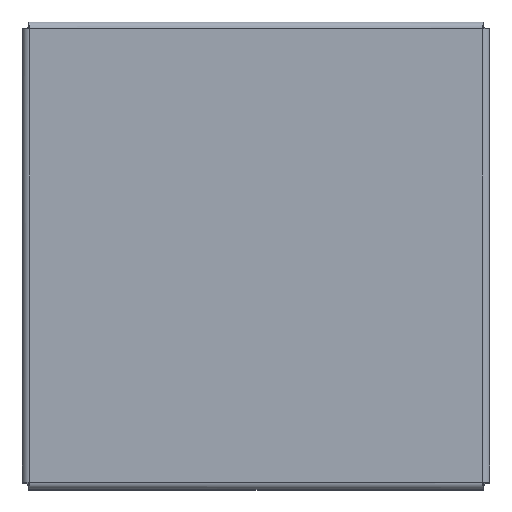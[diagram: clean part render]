
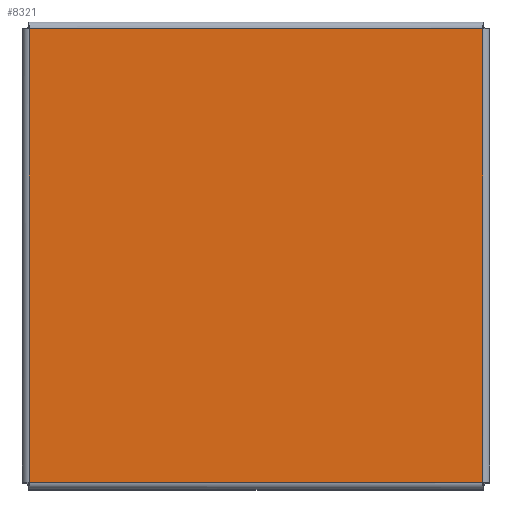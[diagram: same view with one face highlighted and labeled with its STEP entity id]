
A CAD part, top view. The second image highlights one B-rep face of the part: STEP entity #8321.
In plain terms, the highlighted planar face has unit normal (0, 0, 1).
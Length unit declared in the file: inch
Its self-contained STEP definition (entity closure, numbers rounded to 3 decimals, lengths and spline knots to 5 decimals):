
#34 = CARTESIAN_POINT ( 'NONE',  ( 0.0896, 6.0354, 0.074 ) ) ;
#85 = ORIENTED_EDGE ( 'NONE', *, *, #9927, .T. ) ;
#216 = VERTEX_POINT ( 'NONE', #34 ) ;
#492 = LINE ( 'NONE', #8940, #2757 ) ;
#741 = EDGE_CURVE ( 'NONE', #5045, #216, #6310, .T. ) ;
#775 = DIRECTION ( 'NONE',  ( 1., 0., 0. ) ) ;
#2346 = FACE_OUTER_BOUND ( 'NONE', #3858, .T. ) ;
#2471 = VERTEX_POINT ( 'NONE', #3713 ) ;
#2595 = ORIENTED_EDGE ( 'NONE', *, *, #5637, .T. ) ;
#2757 = VECTOR ( 'NONE', #3012, 39.37008 ) ;
#2861 = LINE ( 'NONE', #6215, #9345 ) ;
#3012 = DIRECTION ( 'NONE',  ( 0., -1., 0. ) ) ;
#3713 = CARTESIAN_POINT ( 'NONE',  ( 0.0896, 0.0896, 0.074 ) ) ;
#3821 = VECTOR ( 'NONE', #775, 39.37008 ) ;
#3858 = EDGE_LOOP ( 'NONE', ( #2595, #8953, #85, #5828 ) ) ;
#4485 = AXIS2_PLACEMENT_3D ( 'NONE', #10050, #4976, #10874 ) ;
#4563 = DIRECTION ( 'NONE',  ( -1., 0., 0. ) ) ;
#4877 = EDGE_CURVE ( 'NONE', #2471, #6410, #6062, .T. ) ;
#4976 = DIRECTION ( 'NONE',  ( 0., 0., 1. ) ) ;
#5045 = VERTEX_POINT ( 'NONE', #10394 ) ;
#5637 = EDGE_CURVE ( 'NONE', #6410, #5045, #2861, .T. ) ;
#5828 = ORIENTED_EDGE ( 'NONE', *, *, #4877, .T. ) ;
#6062 = LINE ( 'NONE', #7550, #3821 ) ;
#6215 = CARTESIAN_POINT ( 'NONE',  ( 6.0354, 1.57605, 0.074 ) ) ;
#6310 = LINE ( 'NONE', #7073, #10772 ) ;
#6410 = VERTEX_POINT ( 'NONE', #8646 ) ;
#7073 = CARTESIAN_POINT ( 'NONE',  ( 4.54895, 6.0354, 0.074 ) ) ;
#7074 = DIRECTION ( 'NONE',  ( 0., 1., 0. ) ) ;
#7550 = CARTESIAN_POINT ( 'NONE',  ( 1.57605, 0.0896, 0.074 ) ) ;
#8321 = ADVANCED_FACE ( 'NONE', ( #2346 ), #10812, .T. ) ;
#8646 = CARTESIAN_POINT ( 'NONE',  ( 6.0354, 0.0896, 0.074 ) ) ;
#8940 = CARTESIAN_POINT ( 'NONE',  ( 0.0896, 4.54895, 0.074 ) ) ;
#8953 = ORIENTED_EDGE ( 'NONE', *, *, #741, .T. ) ;
#9345 = VECTOR ( 'NONE', #7074, 39.37008 ) ;
#9927 = EDGE_CURVE ( 'NONE', #216, #2471, #492, .T. ) ;
#10050 = CARTESIAN_POINT ( 'NONE',  ( 3.0625, 3.0625, 0.074 ) ) ;
#10394 = CARTESIAN_POINT ( 'NONE',  ( 6.0354, 6.0354, 0.074 ) ) ;
#10772 = VECTOR ( 'NONE', #4563, 39.37008 ) ;
#10812 = PLANE ( 'NONE',  #4485 ) ;
#10874 = DIRECTION ( 'NONE',  ( 1., 0., 0. ) ) ;
